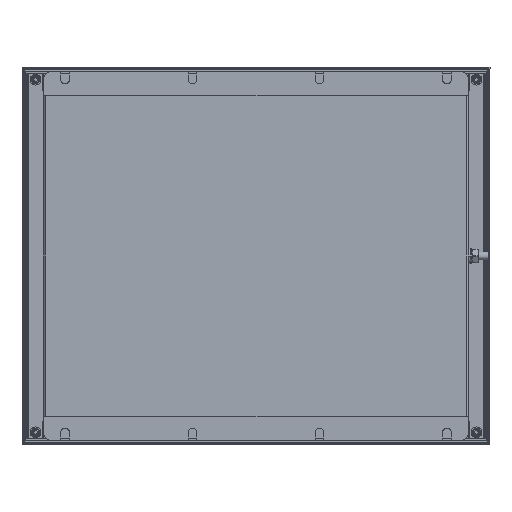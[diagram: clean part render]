
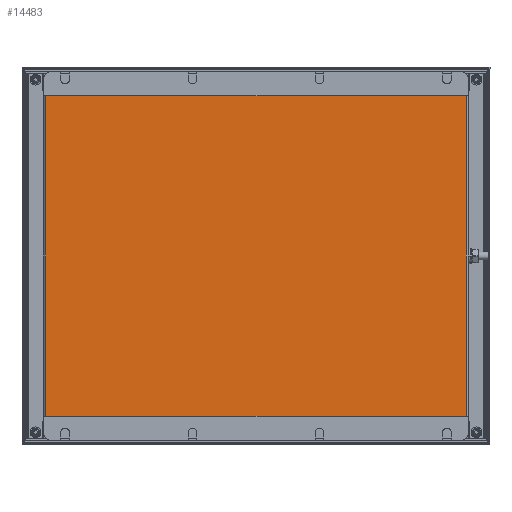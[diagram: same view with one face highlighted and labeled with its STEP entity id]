
A CAD part, front view. The second image highlights one B-rep face of the part: STEP entity #14483.
In plain terms, the highlighted planar face has unit normal (0, -1, 0).
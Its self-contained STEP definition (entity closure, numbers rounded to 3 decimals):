
#86 = VECTOR ( 'NONE', #107987, 1000. ) ;
#1765 = VECTOR ( 'NONE', #93716, 1000. ) ;
#1894 = LINE ( 'NONE', #36986, #30259 ) ;
#6511 = CARTESIAN_POINT ( 'NONE',  ( 158.5, 0., -124.5 ) ) ;
#7547 = CARTESIAN_POINT ( 'NONE',  ( -158.5, 0., 124.5 ) ) ;
#7840 = EDGE_CURVE ( 'NONE', #76660, #43062, #90613, .T. ) ;
#11232 = DIRECTION ( 'NONE',  ( 1., 0., 0. ) ) ;
#13735 = EDGE_CURVE ( 'NONE', #60197, #57342, #74747, .T. ) ;
#14483 = ADVANCED_FACE ( 'NONE', ( #101276 ), #92671, .F. ) ;
#16419 = LINE ( 'NONE', #103312, #19412 ) ;
#18127 = LINE ( 'NONE', #27881, #100303 ) ;
#19372 = VECTOR ( 'NONE', #11232, 1000. ) ;
#19412 = VECTOR ( 'NONE', #76266, 1000. ) ;
#19746 = VERTEX_POINT ( 'NONE', #44879 ) ;
#24600 = LINE ( 'NONE', #68927, #1765 ) ;
#25230 = VERTEX_POINT ( 'NONE', #85589 ) ;
#27881 = CARTESIAN_POINT ( 'NONE',  ( 0., 0., -124.5 ) ) ;
#29575 = CARTESIAN_POINT ( 'NONE',  ( -160., 0., -124.5 ) ) ;
#30259 = VECTOR ( 'NONE', #52944, 1000. ) ;
#31618 = ORIENTED_EDGE ( 'NONE', *, *, #13735, .T. ) ;
#32405 = CARTESIAN_POINT ( 'NONE',  ( 158.5, 0., 124.5 ) ) ;
#32583 = ORIENTED_EDGE ( 'NONE', *, *, #70700, .F. ) ;
#33826 = AXIS2_PLACEMENT_3D ( 'NONE', #65063, #57041, #100711 ) ;
#34533 = VERTEX_POINT ( 'NONE', #88468 ) ;
#36922 = EDGE_CURVE ( 'NONE', #43062, #19746, #24600, .T. ) ;
#36986 = CARTESIAN_POINT ( 'NONE',  ( -158.5, 0., 124.5 ) ) ;
#40575 = CARTESIAN_POINT ( 'NONE',  ( -158.4, 0., -124.5 ) ) ;
#41366 = CARTESIAN_POINT ( 'NONE',  ( -158.5, 0., -124.5 ) ) ;
#43062 = VERTEX_POINT ( 'NONE', #40575 ) ;
#44879 = CARTESIAN_POINT ( 'NONE',  ( 158.4, 0., -124.5 ) ) ;
#52944 = DIRECTION ( 'NONE',  ( 0., 0., -1. ) ) ;
#53299 = DIRECTION ( 'NONE',  ( 1., 0., 0. ) ) ;
#55858 = CARTESIAN_POINT ( 'NONE',  ( 158.5, 0., -124.5 ) ) ;
#56415 = DIRECTION ( 'NONE',  ( 0., 0., 1. ) ) ;
#57041 = DIRECTION ( 'NONE',  ( 0., 1., 0. ) ) ;
#57342 = VERTEX_POINT ( 'NONE', #32405 ) ;
#60197 = VERTEX_POINT ( 'NONE', #6511 ) ;
#61834 = EDGE_CURVE ( 'NONE', #96158, #76660, #1894, .T. ) ;
#62896 = EDGE_CURVE ( 'NONE', #19746, #60197, #18127, .T. ) ;
#65063 = CARTESIAN_POINT ( 'NONE',  ( -160., 0., 126. ) ) ;
#68927 = CARTESIAN_POINT ( 'NONE',  ( -160., 0., -124.5 ) ) ;
#69582 = ORIENTED_EDGE ( 'NONE', *, *, #7840, .T. ) ;
#70700 = EDGE_CURVE ( 'NONE', #34533, #25230, #79726, .T. ) ;
#71694 = LINE ( 'NONE', #72828, #86 ) ;
#72828 = CARTESIAN_POINT ( 'NONE',  ( -160., 0., 124.5 ) ) ;
#74747 = LINE ( 'NONE', #55858, #75199 ) ;
#75199 = VECTOR ( 'NONE', #56415, 1000. ) ;
#76266 = DIRECTION ( 'NONE',  ( -1., 0., 0. ) ) ;
#76660 = VERTEX_POINT ( 'NONE', #41366 ) ;
#79726 = LINE ( 'NONE', #105646, #19372 ) ;
#82493 = DIRECTION ( 'NONE',  ( 1., 0., 0. ) ) ;
#85589 = CARTESIAN_POINT ( 'NONE',  ( 158.4, 0., 124.5 ) ) ;
#86516 = ORIENTED_EDGE ( 'NONE', *, *, #61834, .T. ) ;
#87454 = ORIENTED_EDGE ( 'NONE', *, *, #95129, .T. ) ;
#88468 = CARTESIAN_POINT ( 'NONE',  ( -158.4, 0., 124.5 ) ) ;
#90613 = LINE ( 'NONE', #29575, #92596 ) ;
#91574 = ORIENTED_EDGE ( 'NONE', *, *, #36922, .T. ) ;
#92596 = VECTOR ( 'NONE', #82493, 1000. ) ;
#92671 = PLANE ( 'NONE',  #33826 ) ;
#93716 = DIRECTION ( 'NONE',  ( 1., 0., 0. ) ) ;
#94327 = EDGE_LOOP ( 'NONE', ( #31618, #87454, #32583, #103054, #86516, #69582, #91574, #113483 ) ) ;
#95129 = EDGE_CURVE ( 'NONE', #57342, #25230, #16419, .T. ) ;
#96158 = VERTEX_POINT ( 'NONE', #7547 ) ;
#99126 = EDGE_CURVE ( 'NONE', #96158, #34533, #71694, .T. ) ;
#100303 = VECTOR ( 'NONE', #53299, 1000. ) ;
#100711 = DIRECTION ( 'NONE',  ( 0., 0., -1. ) ) ;
#101276 = FACE_OUTER_BOUND ( 'NONE', #94327, .T. ) ;
#103054 = ORIENTED_EDGE ( 'NONE', *, *, #99126, .F. ) ;
#103312 = CARTESIAN_POINT ( 'NONE',  ( 0., 0., 124.5 ) ) ;
#105646 = CARTESIAN_POINT ( 'NONE',  ( -160., 0., 124.5 ) ) ;
#107987 = DIRECTION ( 'NONE',  ( 1., 0., 0. ) ) ;
#113483 = ORIENTED_EDGE ( 'NONE', *, *, #62896, .T. ) ;
